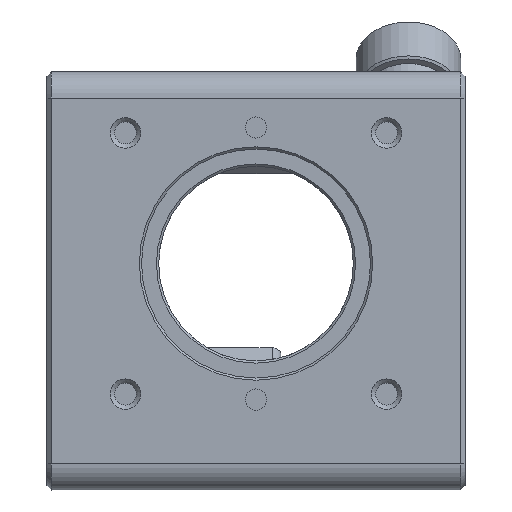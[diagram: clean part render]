
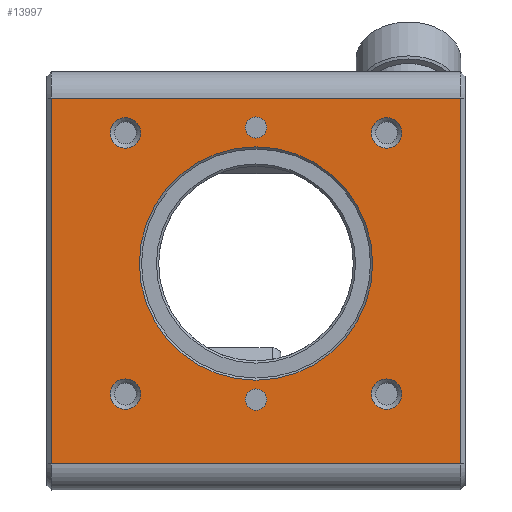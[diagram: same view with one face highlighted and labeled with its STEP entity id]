
A CAD part, left-side view. The second image highlights one B-rep face of the part: STEP entity #13997.
In plain terms, the highlighted planar face has unit normal (-1, 0, 0).
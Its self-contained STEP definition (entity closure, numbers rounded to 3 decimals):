
#167 = FACE_OUTER_BOUND ( 'NONE', #4988, .T. ) ;
#306 = ORIENTED_EDGE ( 'NONE', *, *, #8097, .F. ) ;
#354 = ORIENTED_EDGE ( 'NONE', *, *, #7389, .F. ) ;
#587 = DIRECTION ( 'NONE',  ( 1., 0., 0. ) ) ;
#685 = CARTESIAN_POINT ( 'NONE',  ( -9.367, 2.72, -38.893 ) ) ;
#829 = VECTOR ( 'NONE', #9645, 1000. ) ;
#1058 = VECTOR ( 'NONE', #8172, 1000. ) ;
#1087 = ORIENTED_EDGE ( 'NONE', *, *, #6778, .F. ) ;
#1295 = CARTESIAN_POINT ( 'NONE',  ( -9.367, 49.72, 6.107 ) ) ;
#1303 = CARTESIAN_POINT ( 'NONE',  ( -9.367, 11.22, 2.107 ) ) ;
#1312 = CIRCLE ( 'NONE', #6767, 1.75 ) ;
#1353 = DIRECTION ( 'NONE',  ( 0., 0., 1. ) ) ;
#1354 = CIRCLE ( 'NONE', #14626, 1.75 ) ;
#1481 = EDGE_LOOP ( 'NONE', ( #12509 ) ) ;
#1859 = EDGE_CURVE ( 'NONE', #4542, #4542, #8413, .T. ) ;
#1892 = FACE_BOUND ( 'NONE', #13919, .T. ) ;
#1934 = CARTESIAN_POINT ( 'NONE',  ( -9.367, 26.22, 2.727 ) ) ;
#2051 = CARTESIAN_POINT ( 'NONE',  ( -9.367, 12.822, -12.893 ) ) ;
#2060 = EDGE_LOOP ( 'NONE', ( #8201 ) ) ;
#2827 = VERTEX_POINT ( 'NONE', #5827 ) ;
#2889 = CIRCLE ( 'NONE', #11479, 1.22 ) ;
#2902 = CIRCLE ( 'NONE', #13586, 1.75 ) ;
#3155 = VECTOR ( 'NONE', #4036, 1000. ) ;
#3187 = FACE_BOUND ( 'NONE', #14057, .T. ) ;
#3697 = DIRECTION ( 'NONE',  ( 0., 0., 1. ) ) ;
#3756 = CARTESIAN_POINT ( 'NONE',  ( -9.367, 26.22, 3.947 ) ) ;
#3926 = CIRCLE ( 'NONE', #15386, 1.22 ) ;
#4036 = DIRECTION ( 'NONE',  ( 0., -1., 0. ) ) ;
#4239 = FACE_BOUND ( 'NONE', #2060, .T. ) ;
#4311 = FACE_BOUND ( 'NONE', #12958, .T. ) ;
#4502 = DIRECTION ( 'NONE',  ( 0., -1., 0. ) ) ;
#4535 = ORIENTED_EDGE ( 'NONE', *, *, #8675, .F. ) ;
#4542 = VERTEX_POINT ( 'NONE', #13268 ) ;
#4919 = VERTEX_POINT ( 'NONE', #12732 ) ;
#4988 = EDGE_LOOP ( 'NONE', ( #9881, #1087, #14761, #9075 ) ) ;
#5057 = VERTEX_POINT ( 'NONE', #3756 ) ;
#5189 = DIRECTION ( 'NONE',  ( 0., 0., 1. ) ) ;
#5405 = CARTESIAN_POINT ( 'NONE',  ( -9.367, 2.09, 6.107 ) ) ;
#5452 = FACE_BOUND ( 'NONE', #15948, .T. ) ;
#5653 = DIRECTION ( 'NONE',  ( 0., 0., 1. ) ) ;
#5827 = CARTESIAN_POINT ( 'NONE',  ( -9.367, 49.72, -35.893 ) ) ;
#6073 = EDGE_CURVE ( 'NONE', #12930, #15203, #10554, .T. ) ;
#6181 = DIRECTION ( 'NONE',  ( -1., 0., 0. ) ) ;
#6263 = EDGE_LOOP ( 'NONE', ( #8999 ) ) ;
#6767 = AXIS2_PLACEMENT_3D ( 'NONE', #1303, #6181, #11071 ) ;
#6778 = EDGE_CURVE ( 'NONE', #4919, #2827, #14278, .T. ) ;
#6848 = CARTESIAN_POINT ( 'NONE',  ( -9.367, 2.09, -38.893 ) ) ;
#7153 = DIRECTION ( 'NONE',  ( 0., 0., 1. ) ) ;
#7389 = EDGE_CURVE ( 'NONE', #14072, #14072, #1312, .T. ) ;
#7499 = VERTEX_POINT ( 'NONE', #15999 ) ;
#7644 = CARTESIAN_POINT ( 'NONE',  ( -9.367, 11.22, -27.893 ) ) ;
#8097 = EDGE_CURVE ( 'NONE', #7499, #7499, #2889, .T. ) ;
#8172 = DIRECTION ( 'NONE',  ( 0., 0., -1. ) ) ;
#8201 = ORIENTED_EDGE ( 'NONE', *, *, #9098, .F. ) ;
#8230 = PLANE ( 'NONE',  #10937 ) ;
#8252 = CARTESIAN_POINT ( 'NONE',  ( -9.367, 26.22, -12.893 ) ) ;
#8379 = CARTESIAN_POINT ( 'NONE',  ( -9.367, 26.22, -28.513 ) ) ;
#8409 = EDGE_CURVE ( 'NONE', #5057, #5057, #3926, .T. ) ;
#8413 = CIRCLE ( 'NONE', #14666, 1.75 ) ;
#8429 = VERTEX_POINT ( 'NONE', #14857 ) ;
#8588 = CARTESIAN_POINT ( 'NONE',  ( -9.367, 41.22, -27.893 ) ) ;
#8675 = EDGE_CURVE ( 'NONE', #11096, #11096, #2902, .T. ) ;
#8999 = ORIENTED_EDGE ( 'NONE', *, *, #8409, .F. ) ;
#9075 = ORIENTED_EDGE ( 'NONE', *, *, #6073, .F. ) ;
#9094 = AXIS2_PLACEMENT_3D ( 'NONE', #8252, #13069, #4502 ) ;
#9098 = EDGE_CURVE ( 'NONE', #8429, #8429, #1354, .T. ) ;
#9174 = DIRECTION ( 'NONE',  ( -1., 0., 0. ) ) ;
#9209 = FACE_BOUND ( 'NONE', #6263, .T. ) ;
#9456 = DIRECTION ( 'NONE',  ( 0., 0., -1. ) ) ;
#9537 = VERTEX_POINT ( 'NONE', #2051 ) ;
#9583 = VECTOR ( 'NONE', #10617, 1000. ) ;
#9645 = DIRECTION ( 'NONE',  ( 0., 1., 0. ) ) ;
#9881 = ORIENTED_EDGE ( 'NONE', *, *, #10503, .F. ) ;
#9972 = CARTESIAN_POINT ( 'NONE',  ( -9.367, 41.22, 2.107 ) ) ;
#10503 = EDGE_CURVE ( 'NONE', #2827, #12930, #13075, .T. ) ;
#10554 = LINE ( 'NONE', #5405, #3155 ) ;
#10617 = DIRECTION ( 'NONE',  ( 0., 0., 1. ) ) ;
#10937 = AXIS2_PLACEMENT_3D ( 'NONE', #6848, #587, #9456 ) ;
#11071 = DIRECTION ( 'NONE',  ( 0., 0., 1. ) ) ;
#11096 = VERTEX_POINT ( 'NONE', #13472 ) ;
#11249 = CARTESIAN_POINT ( 'NONE',  ( -9.367, 2.72, 6.107 ) ) ;
#11476 = DIRECTION ( 'NONE',  ( -1., 0., 0. ) ) ;
#11479 = AXIS2_PLACEMENT_3D ( 'NONE', #8379, #13351, #7153 ) ;
#11546 = CARTESIAN_POINT ( 'NONE',  ( -9.367, 11.22, 3.857 ) ) ;
#11881 = EDGE_CURVE ( 'NONE', #15203, #4919, #14364, .T. ) ;
#12018 = CARTESIAN_POINT ( 'NONE',  ( -9.367, 2.09, -35.893 ) ) ;
#12509 = ORIENTED_EDGE ( 'NONE', *, *, #1859, .F. ) ;
#12732 = CARTESIAN_POINT ( 'NONE',  ( -9.367, 2.72, -35.893 ) ) ;
#12930 = VERTEX_POINT ( 'NONE', #1295 ) ;
#12958 = EDGE_LOOP ( 'NONE', ( #4535 ) ) ;
#12984 = CARTESIAN_POINT ( 'NONE',  ( -9.367, 49.72, -38.893 ) ) ;
#13069 = DIRECTION ( 'NONE',  ( -1., 0., 0. ) ) ;
#13075 = LINE ( 'NONE', #12984, #9583 ) ;
#13268 = CARTESIAN_POINT ( 'NONE',  ( -9.367, 41.22, -26.143 ) ) ;
#13351 = DIRECTION ( 'NONE',  ( -1., 0., 0. ) ) ;
#13472 = CARTESIAN_POINT ( 'NONE',  ( -9.367, 41.22, 3.857 ) ) ;
#13494 = ORIENTED_EDGE ( 'NONE', *, *, #13557, .F. ) ;
#13557 = EDGE_CURVE ( 'NONE', #9537, #9537, #14037, .T. ) ;
#13586 = AXIS2_PLACEMENT_3D ( 'NONE', #9972, #14041, #1353 ) ;
#13919 = EDGE_LOOP ( 'NONE', ( #306 ) ) ;
#13997 = ADVANCED_FACE ( 'NONE', ( #167, #3187, #14250, #4311, #4239, #5452, #9209, #1892 ), #8230, .F. ) ;
#14037 = CIRCLE ( 'NONE', #9094, 13.399 ) ;
#14041 = DIRECTION ( 'NONE',  ( -1., 0., 0. ) ) ;
#14057 = EDGE_LOOP ( 'NONE', ( #13494 ) ) ;
#14072 = VERTEX_POINT ( 'NONE', #11546 ) ;
#14250 = FACE_BOUND ( 'NONE', #1481, .T. ) ;
#14278 = LINE ( 'NONE', #12018, #829 ) ;
#14364 = LINE ( 'NONE', #685, #1058 ) ;
#14626 = AXIS2_PLACEMENT_3D ( 'NONE', #7644, #11476, #5189 ) ;
#14639 = DIRECTION ( 'NONE',  ( -1., 0., 0. ) ) ;
#14666 = AXIS2_PLACEMENT_3D ( 'NONE', #8588, #14639, #3697 ) ;
#14761 = ORIENTED_EDGE ( 'NONE', *, *, #11881, .F. ) ;
#14857 = CARTESIAN_POINT ( 'NONE',  ( -9.367, 11.22, -26.143 ) ) ;
#15203 = VERTEX_POINT ( 'NONE', #11249 ) ;
#15386 = AXIS2_PLACEMENT_3D ( 'NONE', #1934, #9174, #5653 ) ;
#15948 = EDGE_LOOP ( 'NONE', ( #354 ) ) ;
#15999 = CARTESIAN_POINT ( 'NONE',  ( -9.367, 26.22, -27.293 ) ) ;
